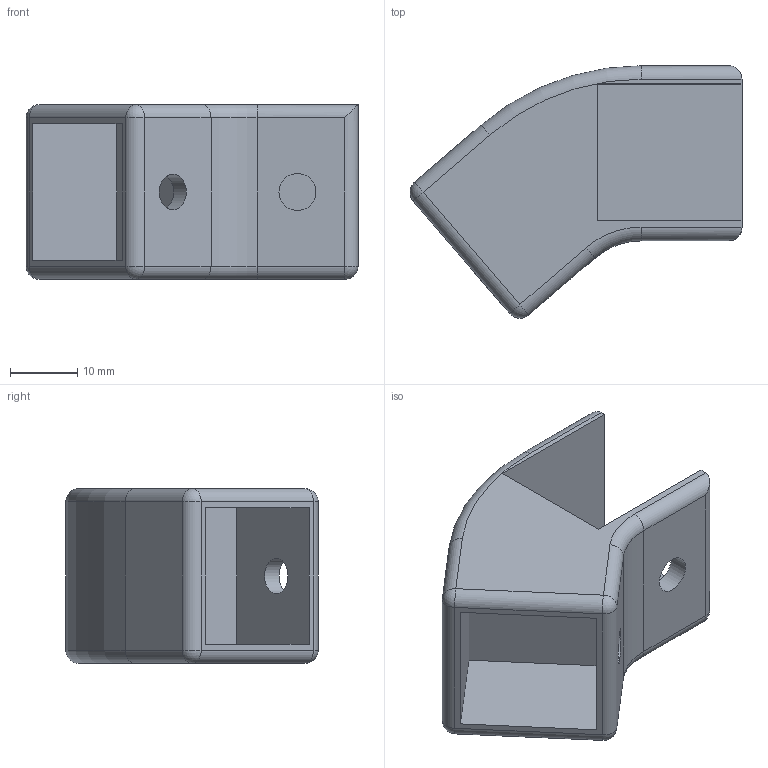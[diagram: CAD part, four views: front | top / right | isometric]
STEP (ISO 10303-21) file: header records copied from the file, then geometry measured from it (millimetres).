
FILE_DESCRIPTION(/* description */ (''),/* implementation_level */ '2;1');
FILE_NAME(/* name */ 'top right bracket.step',/* time_stamp */ '2021-10-19T07:39:24+08:00',/* author */ (''),/* organization */ (''),/* preprocessor_version */ 'ST-DEVELOPER v18.1',/* originating_system */ 'Autodesk Translation Framework v10.10.0.1391',/* authorisation */ '');
FILE_SCHEMA (('AUTOMOTIVE_DESIGN { 1 0 10303 214 3 1 1 }'));
Length unit declared in the file: millimetre
Products named in the file (1): top mount(Mirror) (1)
Bounding box: 49.34 x 37.49 x 26 mm (x, y, z)
Volume: 14292.9 mm3; surface area: 8217.8 mm2
Topology: 1 solids, 1 shells, 46 faces, 101 edges, 58 vertices
Faces by surface type: cylinder 19, plane 17, sphere 6, torus 4
Full cylindrical faces by diameter (mm): 5.3 x1, 5.5 x1
Entity records: 1282 total; most frequent: DIRECTION 235, CARTESIAN_POINT 206, ORIENTED_EDGE 202, EDGE_CURVE 101, AXIS2_PLACEMENT_3D 87, LINE 61, VECTOR 61, VERTEX_POINT 58
